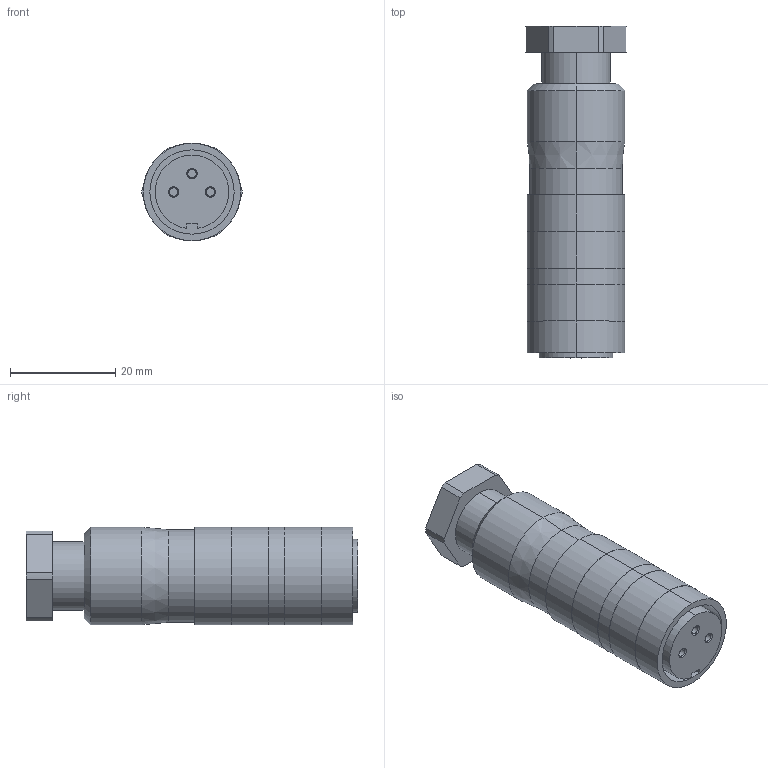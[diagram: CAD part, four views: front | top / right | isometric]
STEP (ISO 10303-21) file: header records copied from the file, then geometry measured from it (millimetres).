
FILE_DESCRIPTION((''),'2;1');
FILE_NAME('99-5606-15-03.stp','2005-04-22T10:01:28',('generator'),(''),'Autodesk Inventor 7','Autodesk Inventor 7','');
FILE_SCHEMA(('AUTOMOTIVE_DESIGN { 1 0 10303 214 1 1 1 1 }'));
Length unit declared in the file: millimetre
Products named in the file (1): 99-5606-15-03
Bounding box: 19 x 63 x 18.6 mm (x, y, z)
Volume: 14836 mm3; surface area: 5599.3 mm2
Topology: 1 solids, 1 shells, 70 faces, 151 edges, 96 vertices
Faces by surface type: cylinder 34, plane 24, cone 12
Entity records: 1944 total; most frequent: DIRECTION 371, CARTESIAN_POINT 318, ORIENTED_EDGE 302, EDGE_CURVE 151, AXIS2_PLACEMENT_3D 149, VERTEX_POINT 96, EDGE_LOOP 83, CIRCLE 78
